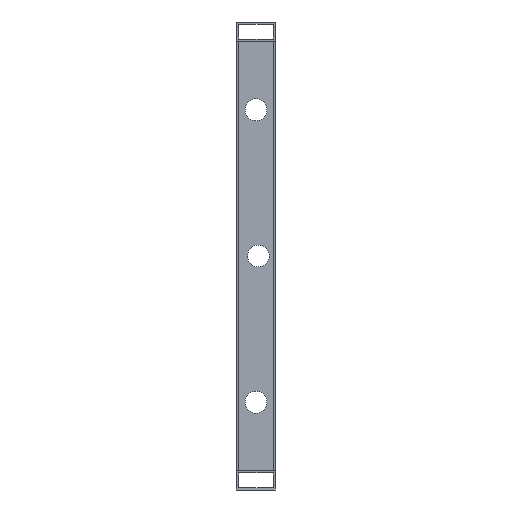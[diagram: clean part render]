
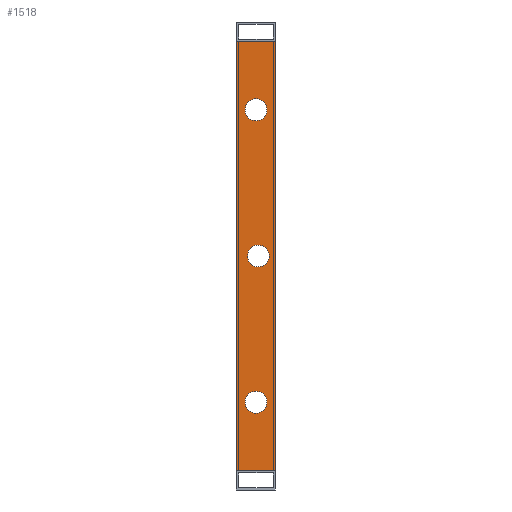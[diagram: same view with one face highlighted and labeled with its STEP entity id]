
A CAD part, front view. The second image highlights one B-rep face of the part: STEP entity #1518.
In plain terms, the highlighted planar face has unit normal (0, -1, 0).
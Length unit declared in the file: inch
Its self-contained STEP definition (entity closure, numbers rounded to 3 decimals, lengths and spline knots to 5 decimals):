
#77 = DIRECTION ( 'NONE',  ( 0., 0., 1. ) ) ;
#80 = CARTESIAN_POINT ( 'NONE',  ( 0., 0., 22. ) ) ;
#99 = DIRECTION ( 'NONE',  ( 1., 0., 0. ) ) ;
#101 = CARTESIAN_POINT ( 'NONE',  ( 0., 0., 0. ) ) ;
#114 = DIRECTION ( 'NONE',  ( 0., 1., 0. ) ) ;
#117 = DIRECTION ( 'NONE',  ( 1., 0., 0. ) ) ;
#121 = CARTESIAN_POINT ( 'NONE',  ( 1.125, 0., 11. ) ) ;
#152 = FACE_BOUND ( 'NONE', #1540, .T. ) ;
#155 = FACE_BOUND ( 'NONE', #1277, .T. ) ;
#156 = FACE_OUTER_BOUND ( 'NONE', #1539, .T. ) ;
#157 = FACE_BOUND ( 'NONE', #1536, .T. ) ;
#340 = ORIENTED_EDGE ( 'NONE', *, *, #1153, .F. ) ;
#341 = ORIENTED_EDGE ( 'NONE', *, *, #1149, .T. ) ;
#344 = ORIENTED_EDGE ( 'NONE', *, *, #1089, .F. ) ;
#366 = ORIENTED_EDGE ( 'NONE', *, *, #1068, .T. ) ;
#367 = ORIENTED_EDGE ( 'NONE', *, *, #1088, .T. ) ;
#370 = ORIENTED_EDGE ( 'NONE', *, *, #1063, .T. ) ;
#373 = ORIENTED_EDGE ( 'NONE', *, *, #1151, .T. ) ;
#377 = ORIENTED_EDGE ( 'NONE', *, *, #1091, .T. ) ;
#382 = ORIENTED_EDGE ( 'NONE', *, *, #1160, .T. ) ;
#387 = ORIENTED_EDGE ( 'NONE', *, *, #1143, .T. ) ;
#472 = CARTESIAN_POINT ( 'NONE',  ( 1., 0., 2.9375 ) ) ;
#474 = CARTESIAN_POINT ( 'NONE',  ( 2., 0., 22. ) ) ;
#479 = CARTESIAN_POINT ( 'NONE',  ( 0., 0., 22. ) ) ;
#483 = CARTESIAN_POINT ( 'NONE',  ( 2., 0., 0. ) ) ;
#484 = CARTESIAN_POINT ( 'NONE',  ( 1., 0., 19.0625 ) ) ;
#486 = CARTESIAN_POINT ( 'NONE',  ( 1., 0., 4.0625 ) ) ;
#488 = CARTESIAN_POINT ( 'NONE',  ( 1., 0., 17.9375 ) ) ;
#496 = CARTESIAN_POINT ( 'NONE',  ( 1.125, 0., 11. ) ) ;
#497 = DIRECTION ( 'NONE',  ( 0., 1., 0. ) ) ;
#498 = DIRECTION ( 'NONE',  ( 0., 0., 1. ) ) ;
#504 = CARTESIAN_POINT ( 'NONE',  ( 0., 0., 22. ) ) ;
#505 = DIRECTION ( 'NONE',  ( 0., 0., -1. ) ) ;
#516 = CARTESIAN_POINT ( 'NONE',  ( 1., 0., 3.5 ) ) ;
#517 = DIRECTION ( 'NONE',  ( 0., 1., 0. ) ) ;
#518 = DIRECTION ( 'NONE',  ( 0., 0., -1. ) ) ;
#519 = CARTESIAN_POINT ( 'NONE',  ( 2., 0., 22. ) ) ;
#520 = DIRECTION ( 'NONE',  ( 0., 0., -1. ) ) ;
#541 = CARTESIAN_POINT ( 'NONE',  ( 1., 0., 18.5 ) ) ;
#542 = DIRECTION ( 'NONE',  ( 0., 1., 0. ) ) ;
#543 = DIRECTION ( 'NONE',  ( 0., 0., 1. ) ) ;
#607 = CARTESIAN_POINT ( 'NONE',  ( 0., 0., 22. ) ) ;
#608 = DIRECTION ( 'NONE',  ( 0., 1., 0. ) ) ;
#611 = PLANE ( 'NONE',  #1234 ) ;
#613 = DIRECTION ( 'NONE',  ( 0., 0., 1. ) ) ;
#666 = CARTESIAN_POINT ( 'NONE',  ( 1.125, 0., 11.5625 ) ) ;
#675 = CARTESIAN_POINT ( 'NONE',  ( 1.125, 0., 10.4375 ) ) ;
#989 = CARTESIAN_POINT ( 'NONE',  ( 1., 0., 3.5 ) ) ;
#990 = DIRECTION ( 'NONE',  ( 0., 1., 0. ) ) ;
#991 = DIRECTION ( 'NONE',  ( 0., 0., -1. ) ) ;
#1002 = CARTESIAN_POINT ( 'NONE',  ( 1., 0., 18.5 ) ) ;
#1003 = DIRECTION ( 'NONE',  ( 0., 1., 0. ) ) ;
#1004 = DIRECTION ( 'NONE',  ( 0., 0., 1. ) ) ;
#1063 = EDGE_CURVE ( 'NONE', #1124, #1138, #1368, .T. ) ;
#1068 = EDGE_CURVE ( 'NONE', #1140, #1136, #1374, .T. ) ;
#1088 = EDGE_CURVE ( 'NONE', #1552, #1538, #1407, .T. ) ;
#1089 = EDGE_CURVE ( 'NONE', #1131, #1126, #1403, .T. ) ;
#1091 = EDGE_CURVE ( 'NONE', #1118, #1135, #1412, .T. ) ;
#1118 = VERTEX_POINT ( 'NONE', #1565 ) ;
#1124 = VERTEX_POINT ( 'NONE', #472 ) ;
#1126 = VERTEX_POINT ( 'NONE', #474 ) ;
#1131 = VERTEX_POINT ( 'NONE', #479 ) ;
#1135 = VERTEX_POINT ( 'NONE', #483 ) ;
#1136 = VERTEX_POINT ( 'NONE', #484 ) ;
#1138 = VERTEX_POINT ( 'NONE', #486 ) ;
#1140 = VERTEX_POINT ( 'NONE', #488 ) ;
#1143 = EDGE_CURVE ( 'NONE', #1538, #1552, #1440, .T. ) ;
#1149 = EDGE_CURVE ( 'NONE', #1131, #1118, #1446, .T. ) ;
#1151 = EDGE_CURVE ( 'NONE', #1138, #1124, #1449, .T. ) ;
#1153 = EDGE_CURVE ( 'NONE', #1126, #1135, #1452, .T. ) ;
#1160 = EDGE_CURVE ( 'NONE', #1136, #1140, #1463, .T. ) ;
#1200 = AXIS2_PLACEMENT_3D ( 'NONE', #989, #990, #991 ) ;
#1202 = AXIS2_PLACEMENT_3D ( 'NONE', #1002, #1003, #1004 ) ;
#1211 = AXIS2_PLACEMENT_3D ( 'NONE', #121, #114, #77 ) ;
#1213 = AXIS2_PLACEMENT_3D ( 'NONE', #496, #497, #498 ) ;
#1217 = AXIS2_PLACEMENT_3D ( 'NONE', #516, #517, #518 ) ;
#1222 = AXIS2_PLACEMENT_3D ( 'NONE', #541, #542, #543 ) ;
#1234 = AXIS2_PLACEMENT_3D ( 'NONE', #607, #608, #613 ) ;
#1277 = EDGE_LOOP ( 'NONE', ( #373, #370 ) ) ;
#1368 = CIRCLE ( 'NONE', #1200, 0.5625 ) ;
#1374 = CIRCLE ( 'NONE', #1202, 0.5625 ) ;
#1403 = LINE ( 'NONE', #80, #1411 ) ;
#1407 = CIRCLE ( 'NONE', #1211, 0.5625 ) ;
#1411 = VECTOR ( 'NONE', #117, 39.37008 ) ;
#1412 = LINE ( 'NONE', #101, #1415 ) ;
#1415 = VECTOR ( 'NONE', #99, 39.37008 ) ;
#1440 = CIRCLE ( 'NONE', #1213, 0.5625 ) ;
#1446 = LINE ( 'NONE', #504, #1448 ) ;
#1448 = VECTOR ( 'NONE', #505, 39.37008 ) ;
#1449 = CIRCLE ( 'NONE', #1217, 0.5625 ) ;
#1452 = LINE ( 'NONE', #519, #1455 ) ;
#1455 = VECTOR ( 'NONE', #520, 39.37008 ) ;
#1463 = CIRCLE ( 'NONE', #1222, 0.5625 ) ;
#1518 = ADVANCED_FACE ( 'NONE', ( #155, #157, #152, #156 ), #611, .F. ) ;
#1536 = EDGE_LOOP ( 'NONE', ( #382, #366 ) ) ;
#1538 = VERTEX_POINT ( 'NONE', #666 ) ;
#1539 = EDGE_LOOP ( 'NONE', ( #377, #340, #344, #341 ) ) ;
#1540 = EDGE_LOOP ( 'NONE', ( #387, #367 ) ) ;
#1552 = VERTEX_POINT ( 'NONE', #675 ) ;
#1565 = CARTESIAN_POINT ( 'NONE',  ( 0., 0., 0. ) ) ;
